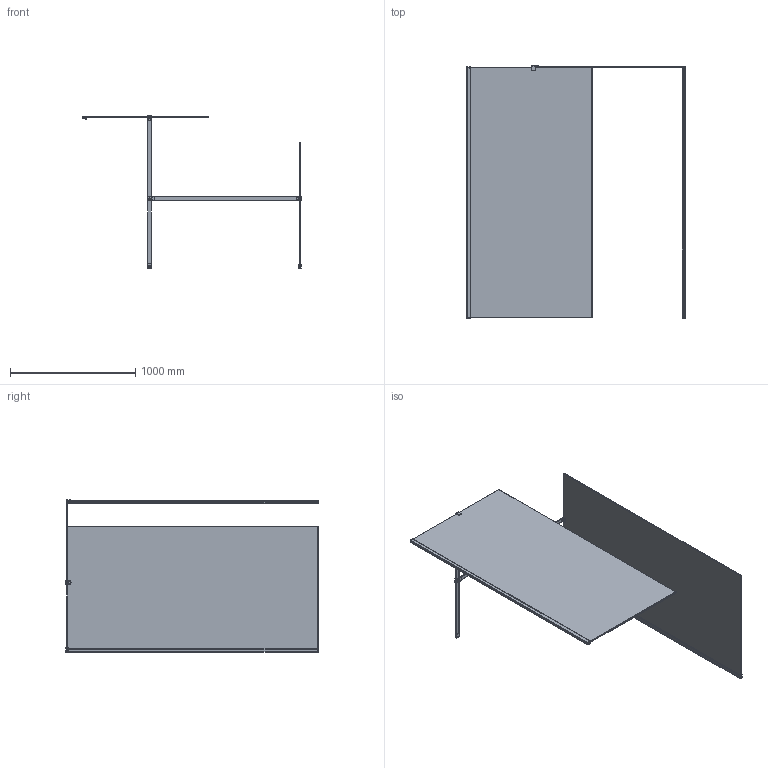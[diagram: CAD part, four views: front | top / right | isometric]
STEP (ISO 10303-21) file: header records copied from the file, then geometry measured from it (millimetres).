
FILE_DESCRIPTION (( 'STEP AP214' ), '1' );
FILE_NAME ('13.STEP', '2020-12-15T12:59:45', ( '' ), ( '' ), 'SwSTEP 2.0', 'SolidWorks 2010', '' );
FILE_SCHEMA (( 'AUTOMOTIVE_DESIGN' ));
Length unit declared in the file: millimetre
Products named in the file (15): LW-3518; 30x10-3T; 10X30-1150; LP-3075; LP-3084; 13; LW-C; Bottom seal for fixed glass - 萵掛; T bracing bar; LW-1421; Fixed glass1000X2000; LP-3074; LW-1021; 10mmDBJT; LP-8967
Assembly tree (25 placements, depth 3):
  13
    Bottom seal for fixed glass - 萵掛  x2
    Fixed glass1000X2000  x2
    10mmDBJT  x2
    LP-3084  x2
    LW-C  x2
    T bracing bar
      LW-1421  x2
      LP-3075  x2
      10X30-1150  x2
      LP-3074  x2
      LP-8967  x2
      LW-1021
      30x10-3T
      LW-3518  x2
Bounding box: 1743.25 x 2011.65 x 1215 mm (x, y, z)
Volume: 40708328.6 mm3; surface area: 9918643.5 mm2
Topology: 25 solids, 25 shells, 1765 faces, 4372 edges, 2668 vertices
Faces by surface type: plane 810, cylinder 423, bspline 338, torus 108, sphere 64, cone 22
Entity records: 44018 total; most frequent: CARTESIAN_POINT 21314, ORIENTED_EDGE 4538, DIRECTION 4005, EDGE_CURVE 2269, LINE 1415, VECTOR 1415, VERTEX_POINT 1410, AXIS2_PLACEMENT_3D 1295
